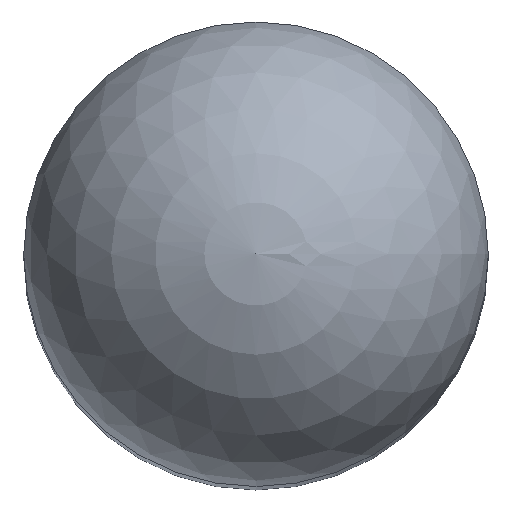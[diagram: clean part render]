
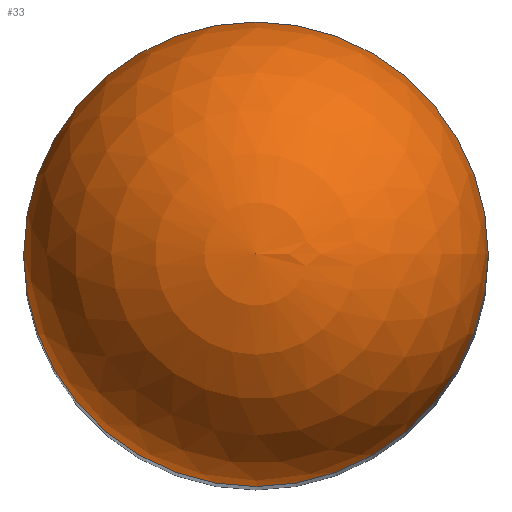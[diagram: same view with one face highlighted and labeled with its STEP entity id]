
A CAD part, top view. The second image highlights one B-rep face of the part: STEP entity #33.
In plain terms, the highlighted spherical face has radius 3 mm.
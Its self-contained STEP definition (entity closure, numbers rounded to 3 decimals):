
#33 = ADVANCED_FACE( '', ( #63 ), #64, .T. );
#63 = FACE_OUTER_BOUND( '', #88, .T. );
#64 = SPHERICAL_SURFACE( '', #89, 3. );
#88 = EDGE_LOOP( '', ( #111 ) );
#89 = AXIS2_PLACEMENT_3D( '', #112, #113, #114 );
#111 = ORIENTED_EDGE( '', *, *, #132, .T. );
#112 = CARTESIAN_POINT( '', ( 0., 0., 25.4 ) );
#113 = DIRECTION( '', ( 0., 0., 1. ) );
#114 = DIRECTION( '', ( 1., 0., 0. ) );
#132 = EDGE_CURVE( '', #143, #143, #144, .T. );
#143 = VERTEX_POINT( '', #156 );
#144 = CIRCLE( '', #157, 3. );
#156 = CARTESIAN_POINT( '', ( 3., 0., 25.4 ) );
#157 = AXIS2_PLACEMENT_3D( '', #168, #169, #170 );
#168 = CARTESIAN_POINT( '', ( 0., 0., 25.4 ) );
#169 = DIRECTION( '', ( 0., 0., 1. ) );
#170 = DIRECTION( '', ( 1., 0., 0. ) );
